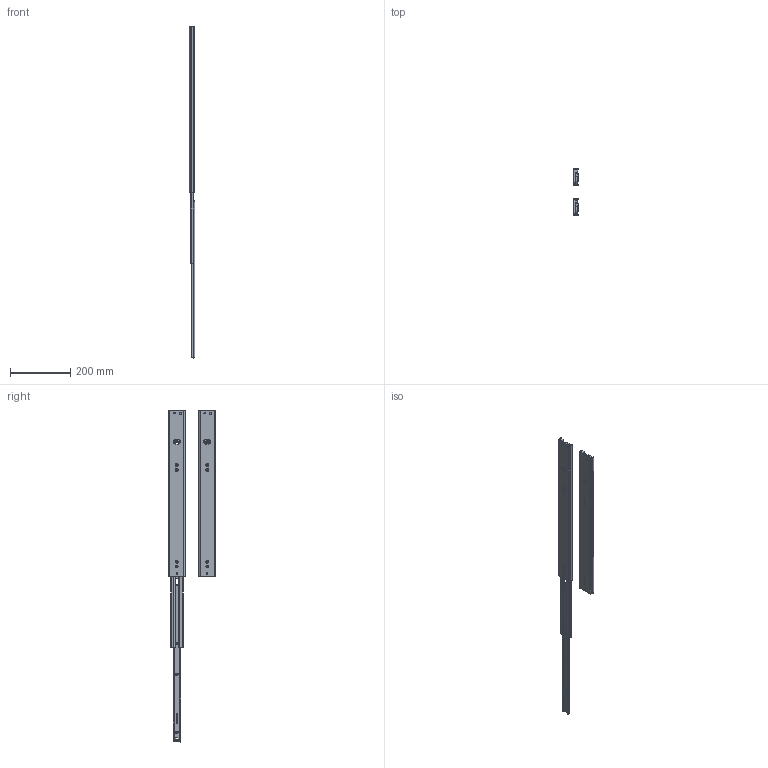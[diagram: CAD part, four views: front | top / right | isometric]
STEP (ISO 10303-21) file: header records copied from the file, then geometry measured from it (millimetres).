
FILE_DESCRIPTION(/* description */ ('Vollauszug Serie 038 550x550'),/* implementation_level */ '2;1');
FILE_NAME(/* name */ '07000920005.stp',/* time_stamp */ '2022-12-05T14:15:06+01:00',/* author */ ('Dennis Bruder'),/* organization */ (''),/* preprocessor_version */ 'ST-DEVELOPER v18.1',/* originating_system */ 'Autodesk Inventor 2022',/* authorisation */ '');
FILE_SCHEMA (('AUTOMOTIVE_DESIGN { 1 0 10303 214 3 1 1 }'));
Products named in the file (1): 07000920005
Bounding box: 17.5 x 157.4 x 1099.19 mm (x, y, z)
Volume: 429988.4 mm3; surface area: 447227.5 mm2
Topology: 4 solids, 4 shells, 2307 faces, 6388 edges, 4052 vertices
Faces by surface type: cylinder 1009, plane 919, cone 134, bspline 108, torus 94, sphere 43
Full cylindrical faces by diameter (mm): 2.58 x2, 2.787 x2, 4 x6, 4.2 x4, 4.5 x2, 4.6 x6, 6.1 x2, 8.5 x2
Entity records: 82836 total; most frequent: CARTESIAN_POINT 21356, ORIENTED_EDGE 12672, DIRECTION 12437, EDGE_CURVE 6336, AXIS2_PLACEMENT_3D 4544, VERTEX_POINT 4052, LINE 3349, VECTOR 3349
